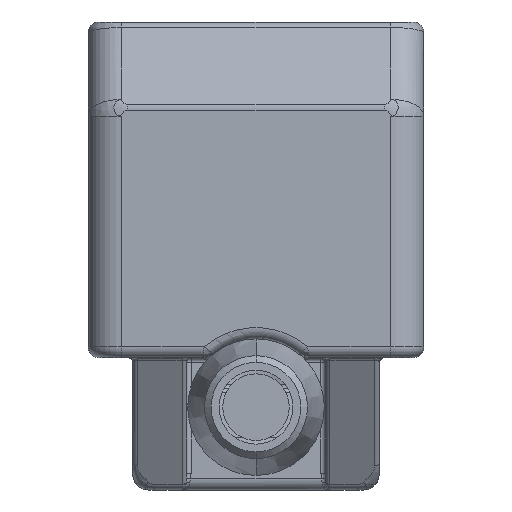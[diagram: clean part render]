
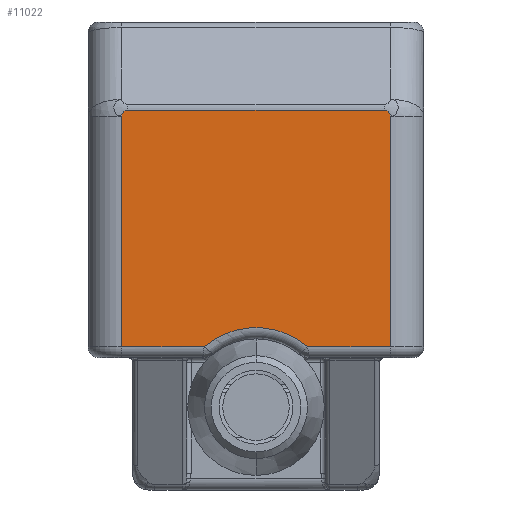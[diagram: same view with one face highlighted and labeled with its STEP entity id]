
A CAD part, front view. The second image highlights one B-rep face of the part: STEP entity #11022.
In plain terms, the highlighted planar face has unit normal (0, -1, 0).
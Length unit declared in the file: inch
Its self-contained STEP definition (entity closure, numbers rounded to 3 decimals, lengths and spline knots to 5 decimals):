
#1032=CARTESIAN_POINT('',(0.,-0.67913,-0.38976));
#1033=DIRECTION('',(0.,1.,0.));
#1034=DIRECTION('',(-0.649,0.,0.761));
#1035=AXIS2_PLACEMENT_3D('',#1032,#1033,#1034);
#1037=CARTESIAN_POINT('',(0.09074,-0.67913,
-0.28346));
#1065=DIRECTION('',(-1.,0.,0.));
#1066=VECTOR('',#1065,0.14548);
#1067=CARTESIAN_POINT('',(0.23622,-0.67913,
-0.28346));
#1068=LINE('',#1067,#1066);
#1078=CARTESIAN_POINT('',(-0.23622,-0.67913,
0.12197));
#1079=CARTESIAN_POINT('',(-0.23608,-0.67913,
0.12706));
#1080=CARTESIAN_POINT('',(-0.23076,-0.67913,
0.13252));
#1081=CARTESIAN_POINT('',(-0.22567,-0.67913,
0.13252));
#1083=CARTESIAN_POINT('',(0.23622,-0.67913,
0.12197));
#1084=CARTESIAN_POINT('',(0.23608,-0.67913,
0.12706));
#1085=CARTESIAN_POINT('',(0.23076,-0.67913,
0.13252));
#1086=CARTESIAN_POINT('',(0.22567,-0.67913,
0.13252));
#1092=DIRECTION('',(0.,0.,1.));
#1093=VECTOR('',#1092,0.40544);
#1094=CARTESIAN_POINT('',(0.23622,-0.67913,
-0.28346));
#1095=LINE('',#1094,#1093);
#1277=DIRECTION('',(0.,0.,-1.));
#1278=VECTOR('',#1277,0.40544);
#1279=CARTESIAN_POINT('',(-0.23622,-0.67913,
0.12197));
#1280=LINE('',#1279,#1278);
#2030=DIRECTION('',(-1.,0.,0.));
#2031=VECTOR('',#2030,0.14548);
#2032=CARTESIAN_POINT('',(-0.09074,-0.67913,
-0.28346));
#2033=LINE('',#2032,#2031);
#2046=CARTESIAN_POINT('',(-0.09074,-0.67913,
-0.28346));
#2804=DIRECTION('',(-1.,0.,0.));
#2805=VECTOR('',#2804,0.45134);
#2806=CARTESIAN_POINT('',(0.22567,-0.67913,
0.13252));
#2807=LINE('',#2806,#2805);
#7661=VERTEX_POINT('',#1083);
#7662=VERTEX_POINT('',#1086);
#7668=CARTESIAN_POINT('',(-0.22567,-0.67913,
0.13252));
#7669=VERTEX_POINT('',#7668);
#7670=VERTEX_POINT('',#1078);
#9056=CARTESIAN_POINT('',(0.23622,-0.67913,
-0.28346));
#9057=VERTEX_POINT('',#9056);
#9074=CARTESIAN_POINT('',(-0.23622,-0.67913,
-0.28346));
#9075=VERTEX_POINT('',#9074);
#9083=VERTEX_POINT('',#1037);
#9085=VERTEX_POINT('',#2046);
#11001=CARTESIAN_POINT('',(-0.29528,-0.67913,
-0.01575));
#11002=DIRECTION('',(0.,-1.,0.));
#11003=DIRECTION('',(1.,0.,0.));
#11004=AXIS2_PLACEMENT_3D('',#11001,#11002,#11003);
#11005=PLANE('',#11004);
#11007=ORIENTED_EDGE('',*,*,#11006,.F.);
#11008=ORIENTED_EDGE('',*,*,#10993,.T.);
#11009=ORIENTED_EDGE('',*,*,#10934,.F.);
#11011=ORIENTED_EDGE('',*,*,#11010,.T.);
#11013=ORIENTED_EDGE('',*,*,#11012,.F.);
#11015=ORIENTED_EDGE('',*,*,#11014,.T.);
#11017=ORIENTED_EDGE('',*,*,#11016,.F.);
#11019=ORIENTED_EDGE('',*,*,#11018,.F.);
#11020=EDGE_LOOP('',(#11007,#11008,#11009,#11011,#11013,#11015,#11017,#11019));
#11021=FACE_OUTER_BOUND('',#11020,.F.);
#11022=ADVANCED_FACE('',(#11021),#11005,.T.);
#1036=CIRCLE('',#1035,0.13976);
#1082=B_SPLINE_CURVE_WITH_KNOTS('',3,(#1078,#1079,#1080,#1081),.UNSPECIFIED.,
.F.,.F.,(4,4),(0.,1.),.UNSPECIFIED.);
#1087=B_SPLINE_CURVE_WITH_KNOTS('',3,(#1083,#1084,#1085,#1086),.UNSPECIFIED.,
.F.,.F.,(4,4),(0.,1.),.UNSPECIFIED.);
#10934=EDGE_CURVE('',#9085,#9083,#1036,.T.);
#10993=EDGE_CURVE('',#9057,#9083,#1068,.T.);
#11006=EDGE_CURVE('',#9057,#7661,#1095,.T.);
#11010=EDGE_CURVE('',#9085,#9075,#2033,.T.);
#11012=EDGE_CURVE('',#7670,#9075,#1280,.T.);
#11014=EDGE_CURVE('',#7670,#7669,#1082,.T.);
#11016=EDGE_CURVE('',#7662,#7669,#2807,.T.);
#11018=EDGE_CURVE('',#7661,#7662,#1087,.T.);
